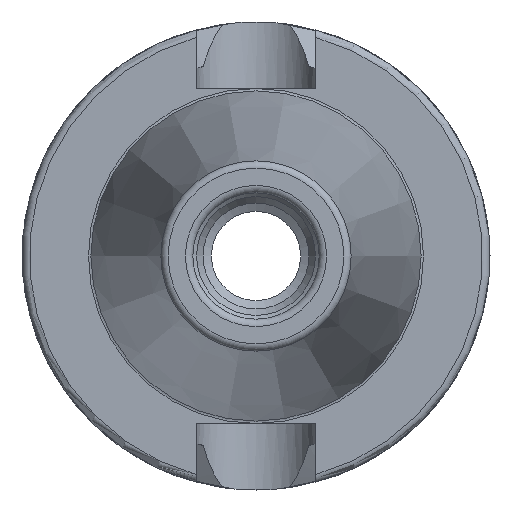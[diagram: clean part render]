
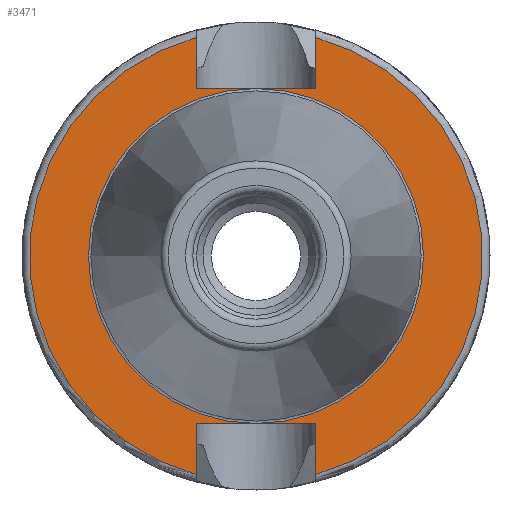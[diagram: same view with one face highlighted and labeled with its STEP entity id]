
A CAD part, left-side view. The second image highlights one B-rep face of the part: STEP entity #3471.
In plain terms, the highlighted planar face has unit normal (-1, 0, 0).
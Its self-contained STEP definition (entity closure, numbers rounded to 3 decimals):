
#302=CARTESIAN_POINT('',(2.,8.05,-22.6));
#303=VERTEX_POINT('',#302);
#310=CARTESIAN_POINT('',(2.,8.05,-29.418));
#311=VERTEX_POINT('',#310);
#312=CARTESIAN_POINT('',(2.,8.05,-29.418));
#313=DIRECTION('',(0.0,0.0,1.0));
#314=VECTOR('',#313,6.818);
#315=LINE('',#312,#314);
#316=EDGE_CURVE('',#311,#303,#315,.T.);
#393=CARTESIAN_POINT('',(2.,-8.05,-29.418));
#394=VERTEX_POINT('',#393);
#408=CARTESIAN_POINT('',(2.,-8.05,-22.6));
#409=VERTEX_POINT('',#408);
#410=CARTESIAN_POINT('',(2.,-8.05,-22.6));
#411=DIRECTION('',(0.0,0.0,-1.0));
#412=VECTOR('',#411,6.818);
#413=LINE('',#410,#412);
#414=EDGE_CURVE('',#409,#394,#413,.T.);
#434=CARTESIAN_POINT('',(2.,8.05,-22.6));
#435=DIRECTION('',(0.0,-1.0,0.0));
#436=VECTOR('',#435,16.1);
#437=LINE('',#434,#436);
#438=EDGE_CURVE('',#303,#409,#437,.T.);
#593=CARTESIAN_POINT('',(2.,8.05,29.418));
#594=VERTEX_POINT('',#593);
#595=CARTESIAN_POINT('',(2.,0.0,0.0));
#596=DIRECTION('',(1.0,0.0,0.0));
#597=DIRECTION('',(0.0,1.0,0.0));
#598=AXIS2_PLACEMENT_3D('',#595,#596,#597);
#599=CIRCLE('',#598,30.5);
#600=EDGE_CURVE('',#311,#594,#599,.T.);
#736=CARTESIAN_POINT('',(2.,-8.05,22.6));
#737=VERTEX_POINT('',#736);
#744=CARTESIAN_POINT('',(2.,-8.05,29.418));
#745=VERTEX_POINT('',#744);
#746=CARTESIAN_POINT('',(2.,-8.05,29.418));
#747=DIRECTION('',(0.0,0.0,-1.0));
#748=VECTOR('',#747,6.818);
#749=LINE('',#746,#748);
#750=EDGE_CURVE('',#745,#737,#749,.T.);
#800=CARTESIAN_POINT('',(2.,8.05,22.6));
#801=VERTEX_POINT('',#800);
#802=CARTESIAN_POINT('',(2.,8.05,22.6));
#803=DIRECTION('',(0.0,0.0,1.0));
#804=VECTOR('',#803,6.818);
#805=LINE('',#802,#804);
#806=EDGE_CURVE('',#801,#594,#805,.T.);
#826=CARTESIAN_POINT('',(2.,-8.05,22.6));
#827=DIRECTION('',(0.0,1.0,0.0));
#828=VECTOR('',#827,16.1);
#829=LINE('',#826,#828);
#830=EDGE_CURVE('',#737,#801,#829,.T.);
#3432=CARTESIAN_POINT('',(2.,22.55,0.0));
#3433=VERTEX_POINT('',#3432);
#3434=CARTESIAN_POINT('',(2.,0.0,0.0));
#3435=DIRECTION('',(1.0,0.0,0.0));
#3436=DIRECTION('',(0.0,1.0,0.0));
#3437=AXIS2_PLACEMENT_3D('',#3434,#3435,#3436);
#3438=CIRCLE('',#3437,22.55);
#3439=EDGE_CURVE('',#3433,#3433,#3438,.T.);
#3447=CARTESIAN_POINT('',(2.,26.525,0.0));
#3448=DIRECTION('',(-1.0,0.0,0.0));
#3449=DIRECTION('',(0.0,0.0,1.0));
#3450=AXIS2_PLACEMENT_3D('',#3447,#3448,#3449);
#3451=PLANE('',#3450);
#3452=ORIENTED_EDGE('',*,*,#414,.T.);
#3453=CARTESIAN_POINT('',(2.,0.0,0.0));
#3454=DIRECTION('',(1.0,0.0,0.0));
#3455=DIRECTION('',(0.0,1.0,0.0));
#3456=AXIS2_PLACEMENT_3D('',#3453,#3454,#3455);
#3457=CIRCLE('',#3456,30.5);
#3458=EDGE_CURVE('',#745,#394,#3457,.T.);
#3459=ORIENTED_EDGE('',*,*,#3458,.F.);
#3460=ORIENTED_EDGE('',*,*,#750,.T.);
#3461=ORIENTED_EDGE('',*,*,#830,.T.);
#3462=ORIENTED_EDGE('',*,*,#806,.T.);
#3463=ORIENTED_EDGE('',*,*,#600,.F.);
#3464=ORIENTED_EDGE('',*,*,#316,.T.);
#3465=ORIENTED_EDGE('',*,*,#438,.T.);
#3466=EDGE_LOOP('',(#3452,#3459,#3460,#3461,#3462,#3463,#3464,#3465));
#3467=FACE_OUTER_BOUND('',#3466,.T.);
#3468=ORIENTED_EDGE('',*,*,#3439,.T.);
#3469=EDGE_LOOP('',(#3468));
#3470=FACE_BOUND('',#3469,.T.);
#3471=ADVANCED_FACE('',(#3467,#3470),#3451,.T.);
